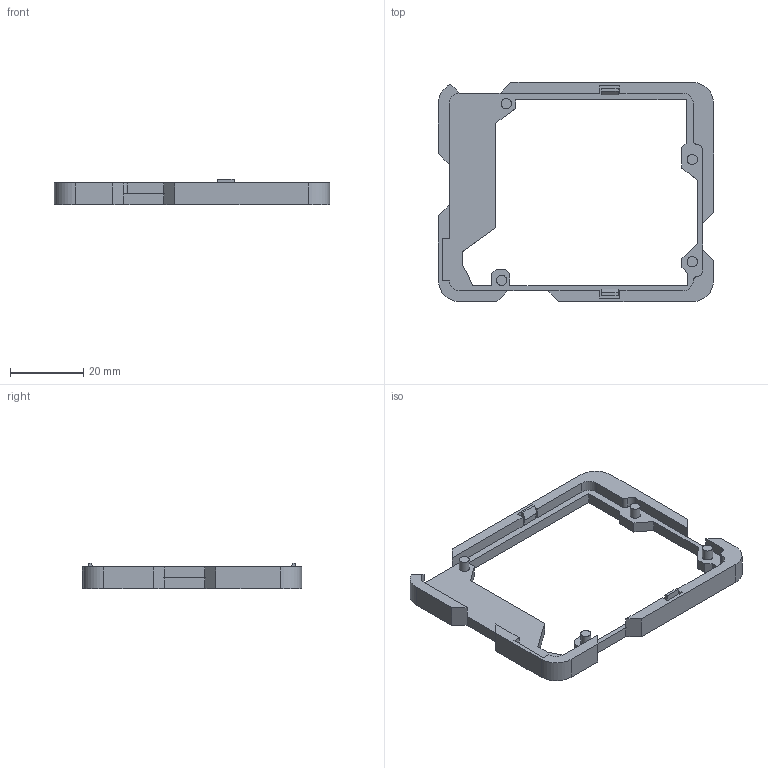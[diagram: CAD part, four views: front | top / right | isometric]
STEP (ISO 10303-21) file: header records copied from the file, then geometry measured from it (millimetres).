
FILE_DESCRIPTION(('FreeCAD Model'),'2;1');
FILE_NAME('Icezum-Alhambra-Support-NO-text.step','2017-01-22T15:49:43',(''),(''), 'Open CASCADE STEP processor 6.8','FreeCAD','Unknown');
FILE_SCHEMA(('AUTOMOTIVE_DESIGN_CC2 { 1 2 10303 214 -1 1 5 4 }'));
Length unit declared in the file: millimetre
Products named in the file (2): ASSEMBLY; Clone_of_Support-without-text
Assembly tree (1 placements, depth 2):
  ASSEMBLY
    Clone_of_Support-without-text
Bounding box: 75.2 x 59.94 x 7 mm (x, y, z)
Volume: 6629.5 mm3; surface area: 6155.8 mm2
Topology: 1 solids, 1 shells, 101 faces, 271 edges, 178 vertices
Faces by surface type: plane 85, cylinder 16
Full cylindrical faces by diameter (mm): 2.8 x4
Entity records: 6605 total; most frequent: CARTESIAN_POINT 1222, DIRECTION 953, LINE 657, VECTOR 657, ORIENTED_EDGE 542, PCURVE 542, DEFINITIONAL_REPRESENTATION 542, EDGE_CURVE 271
